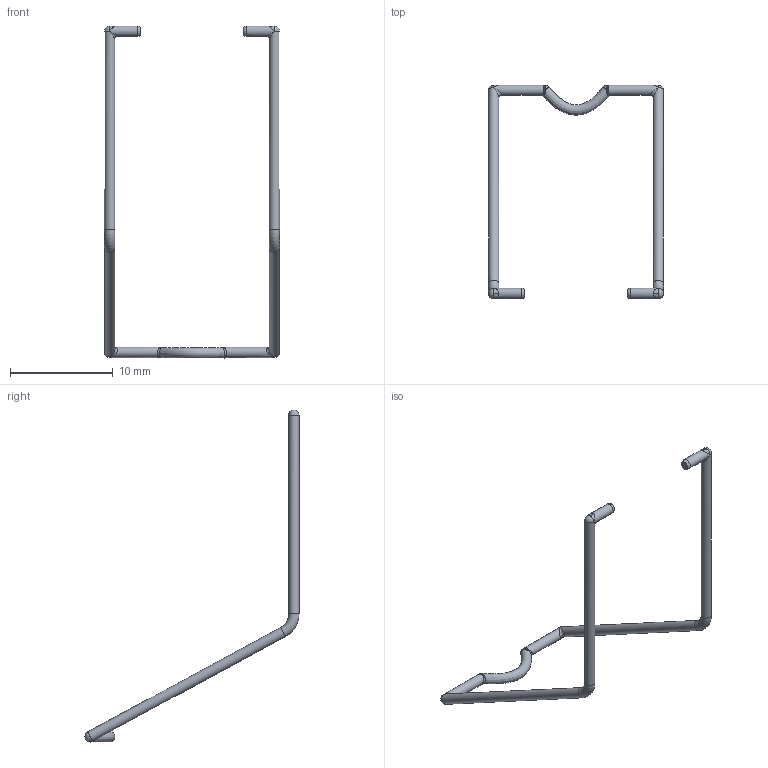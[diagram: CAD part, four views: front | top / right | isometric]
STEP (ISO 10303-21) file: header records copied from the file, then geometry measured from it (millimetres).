
FILE_DESCRIPTION((''),'2;1');
FILE_NAME('G4-1052.stp','2015-07-30T10:04:11',('CAD Station'),(''),'Autodesk Inventor 2013','Autodesk Inventor 2013','');
FILE_SCHEMA(('CONFIG_CONTROL_DESIGN'));
Length unit declared in the file: millimetre
Products named in the file (1): G4-1052
Bounding box: 17 x 20.79 x 32.25 mm (x, y, z)
Volume: 85.3 mm3; surface area: 342.1 mm2
Topology: 1 solids, 1 shells, 63 faces, 168 edges, 88 vertices
Faces by surface type: bspline 42, cylinder 12, plane 6, torus 2, sphere 1
Full cylindrical faces by diameter (mm): 1 x8
Entity records: 3372 total; most frequent: CARTESIAN_POINT 2193, ORIENTED_EDGE 254, DIRECTION 192, EDGE_CURVE 127, AXIS2_PLACEMENT_3D 95, VERTEX_POINT 78, EDGE_LOOP 75, FACE_OUTER_BOUND 63
